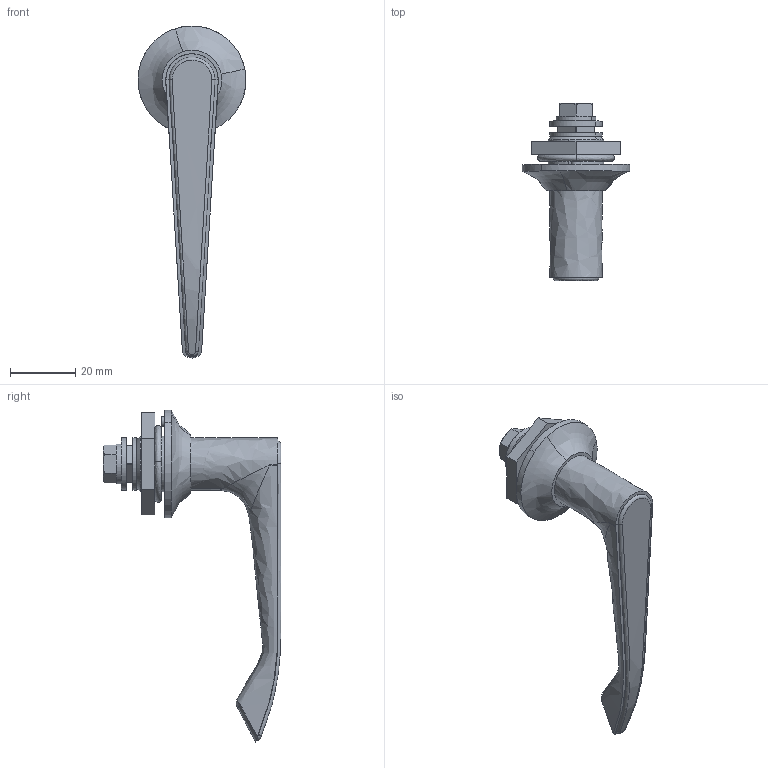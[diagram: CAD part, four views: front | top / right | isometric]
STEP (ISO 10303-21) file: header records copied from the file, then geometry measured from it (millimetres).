
FILE_DESCRIPTION((''),'2;1');
FILE_NAME('','2006-02-22T15:12:00',(''),(''),'','CADfix','');
FILE_SCHEMA(('AUTOMOTIVE_DESIGN'));
Length unit declared in the file: millimetre
Products named in the file (7): handle; washer_B; washer_A; nut; bolt; base; THA_170_3_9727_36
Assembly tree (6 placements, depth 2):
  THA_170_3_9727_36
    handle
    washer_B
    washer_A
    nut
    bolt
    base
Bounding box: 33 x 54.32 x 101.5 mm (x, y, z)
Volume: 19919.3 mm3; surface area: 11008.2 mm2
Topology: 6 solids, 6 shells, 143 faces, 496 edges, 374 vertices
Faces by surface type: bspline 143
Entity records: 10207 total; most frequent: CARTESIAN_POINT 7121, ORIENTED_EDGE 992, EDGE_CURVE 496, VERTEX_POINT 374, B_SPLINE_CURVE_WITH_KNOTS 323, QUASI_UNIFORM_CURVE 172, EDGE_LOOP 160, FACE_OUTER_BOUND 143
